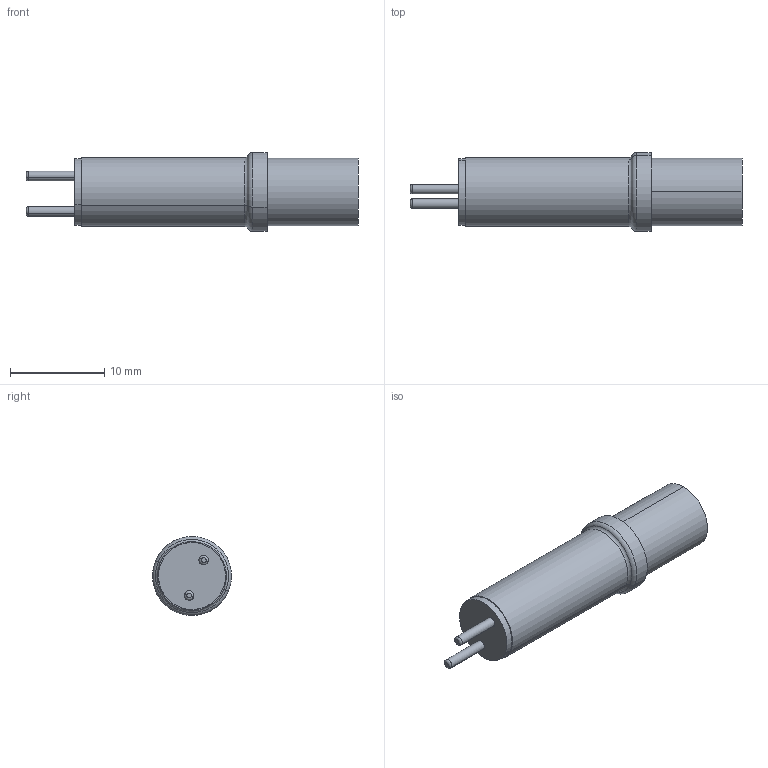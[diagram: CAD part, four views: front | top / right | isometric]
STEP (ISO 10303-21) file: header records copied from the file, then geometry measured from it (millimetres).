
FILE_DESCRIPTION (( 'STEP AP214' ), '1' );
FILE_NAME ('901_Series.STEP', '2020-04-09T22:27:16', ( 'user' ), ( 'Microsoft' ), 'SwSTEP 2.0', 'SolidWorks 2018', '' );
FILE_SCHEMA (( 'AUTOMOTIVE_DESIGN' ));
Length unit declared in the file: inch
Products named in the file (4): -879-001-011_Header; -891-014-XXX_Sleeve_.775; -941-004-XXX; 901_Series
Assembly tree (3 placements, depth 2):
  901_Series
    -941-004-XXX
    -891-014-XXX_Sleeve_.775
    -879-001-011_Header
Bounding box: 35.21 x 8.37 x 8.37 mm (x, y, z)
Volume: 417 mm3; surface area: 1657.6 mm2
Topology: 3 solids, 3 shells, 60 faces, 116 edges, 68 vertices
Faces by surface type: cylinder 24, torus 22, plane 12, cone 2
Entity records: 1724 total; most frequent: DIRECTION 338, CARTESIAN_POINT 250, ORIENTED_EDGE 232, AXIS2_PLACEMENT_3D 156, EDGE_CURVE 116, CIRCLE 90, VERTEX_POINT 68, EDGE_LOOP 68
